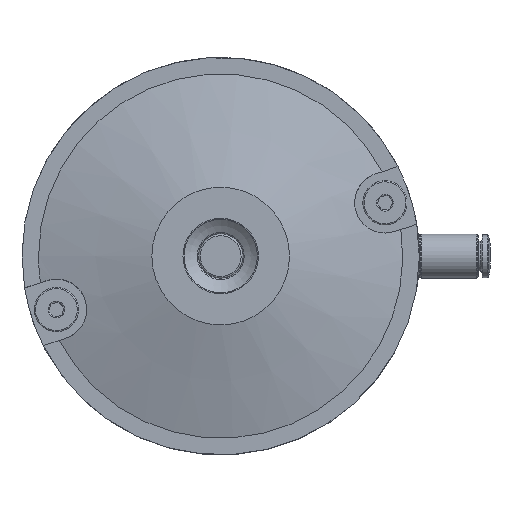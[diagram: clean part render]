
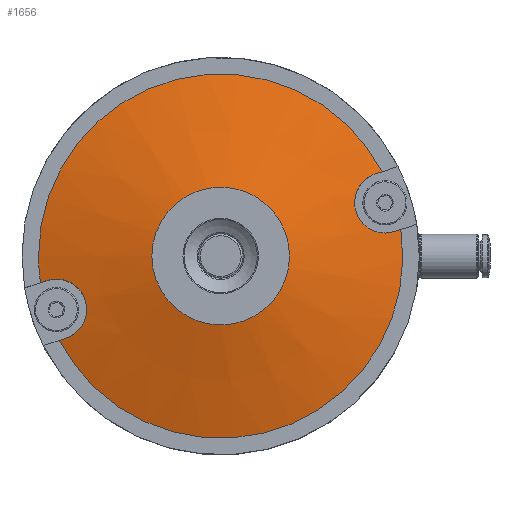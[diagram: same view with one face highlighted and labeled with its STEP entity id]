
A CAD part, top view. The second image highlights one B-rep face of the part: STEP entity #1656.
In plain terms, the highlighted conical face has half-angle 75 degrees and reference radius 33 mm.
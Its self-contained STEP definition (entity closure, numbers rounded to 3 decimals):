
#86=B_SPLINE_CURVE_WITH_KNOTS('',3,(#2306,#2307,#2308,#2309),
 .UNSPECIFIED.,.F.,.F.,(4,4),(0.,0.001),
 .UNSPECIFIED.);
#87=B_SPLINE_CURVE_WITH_KNOTS('',3,(#2311,#2312,#2313,#2314,#2315,#2316,
#2317,#2318,#2319),.UNSPECIFIED.,.F.,.F.,(4,1,1,1,1,1,4),(0.001,
0.006,0.008,0.01,0.012,
0.014,0.019),.UNSPECIFIED.);
#88=B_SPLINE_CURVE_WITH_KNOTS('',3,(#2321,#2322,#2323,#2324),
 .UNSPECIFIED.,.F.,.F.,(4,4),(0.,0.001),
 .UNSPECIFIED.);
#89=B_SPLINE_CURVE_WITH_KNOTS('',3,(#2328,#2329,#2330,#2331),
 .UNSPECIFIED.,.F.,.F.,(4,4),(0.,0.001),
 .UNSPECIFIED.);
#90=B_SPLINE_CURVE_WITH_KNOTS('',3,(#2333,#2334,#2335,#2336,#2337,#2338,
#2339,#2340,#2341),.UNSPECIFIED.,.F.,.F.,(4,1,1,1,1,1,4),(0.001,
0.006,0.008,0.01,0.012,
0.014,0.019),.UNSPECIFIED.);
#91=B_SPLINE_CURVE_WITH_KNOTS('',3,(#2343,#2344,#2345,#2346),
 .UNSPECIFIED.,.F.,.F.,(4,4),(0.,0.001),
 .UNSPECIFIED.);
#99=CONICAL_SURFACE('',#1768,33.,1.309);
#109=CIRCLE('',#1766,33.);
#111=CIRCLE('',#1769,12.474);
#112=CIRCLE('',#1770,33.);
#180=ORIENTED_EDGE('',*,*,#432,.T.);
#181=ORIENTED_EDGE('',*,*,#429,.F.);
#182=ORIENTED_EDGE('',*,*,#433,.T.);
#183=ORIENTED_EDGE('',*,*,#434,.F.);
#184=ORIENTED_EDGE('',*,*,#435,.T.);
#185=ORIENTED_EDGE('',*,*,#436,.F.);
#186=ORIENTED_EDGE('',*,*,#437,.T.);
#187=ORIENTED_EDGE('',*,*,#438,.F.);
#188=ORIENTED_EDGE('',*,*,#439,.T.);
#429=EDGE_CURVE('',#554,#556,#109,.T.);
#432=EDGE_CURVE('',#558,#558,#111,.T.);
#433=EDGE_CURVE('',#554,#559,#86,.T.);
#434=EDGE_CURVE('',#560,#559,#87,.T.);
#435=EDGE_CURVE('',#560,#561,#88,.T.);
#436=EDGE_CURVE('',#562,#561,#112,.T.);
#437=EDGE_CURVE('',#562,#563,#89,.T.);
#438=EDGE_CURVE('',#564,#563,#90,.T.);
#439=EDGE_CURVE('',#564,#556,#91,.T.);
#554=VERTEX_POINT('',#2296);
#556=VERTEX_POINT('',#2299);
#558=VERTEX_POINT('',#2305);
#559=VERTEX_POINT('',#2310);
#560=VERTEX_POINT('',#2320);
#561=VERTEX_POINT('',#2325);
#562=VERTEX_POINT('',#2327);
#563=VERTEX_POINT('',#2332);
#564=VERTEX_POINT('',#2342);
#751=EDGE_LOOP('',(#180));
#752=EDGE_LOOP('',(#181,#182,#183,#184,#185,#186,#187,#188));
#899=FACE_BOUND('',#751,.T.);
#900=FACE_BOUND('',#752,.T.);
#1656=ADVANCED_FACE('',(#899,#900),#99,.T.);
#1766=AXIS2_PLACEMENT_3D('',#2298,#1930,#1931);
#1768=AXIS2_PLACEMENT_3D('',#2303,#1935,#1936);
#1769=AXIS2_PLACEMENT_3D('',#2304,#1937,#1938);
#1770=AXIS2_PLACEMENT_3D('',#2326,#1939,#1940);
#1930=DIRECTION('',(0.,0.,-1.));
#1931=DIRECTION('',(1.,0.,0.));
#1935=DIRECTION('',(0.,0.,-1.));
#1936=DIRECTION('',(-1.,0.,0.));
#1937=DIRECTION('',(0.,0.,-1.));
#1938=DIRECTION('',(-1.,0.,0.));
#1939=DIRECTION('',(0.,0.,-1.));
#1940=DIRECTION('',(1.,0.,0.));
#2296=CARTESIAN_POINT('',(-32.645,-4.824,20.));
#2298=CARTESIAN_POINT('',(0.,0.,20.));
#2299=CARTESIAN_POINT('',(29.246,15.286,20.));
#2303=CARTESIAN_POINT('',(0.,0.,20.));
#2304=CARTESIAN_POINT('',(0.,0.,25.5));
#2305=CARTESIAN_POINT('',(-12.474,0.,25.5));
#2306=CARTESIAN_POINT('',(-32.645,-4.824,20.));
#2307=CARTESIAN_POINT('',(-32.253,-4.697,20.109));
#2308=CARTESIAN_POINT('',(-31.86,-4.569,20.218));
#2309=CARTESIAN_POINT('',(-31.468,-4.441,20.327));
#2310=CARTESIAN_POINT('',(-31.468,-4.441,20.327));
#2311=CARTESIAN_POINT('',(-28.068,-14.903,20.327));
#2312=CARTESIAN_POINT('',(-26.723,-14.466,20.7));
#2313=CARTESIAN_POINT('',(-24.974,-12.996,21.305));
#2314=CARTESIAN_POINT('',(-24.143,-10.163,21.83));
#2315=CARTESIAN_POINT('',(-24.394,-7.928,21.978));
#2316=CARTESIAN_POINT('',(-25.501,-5.973,21.831));
#2317=CARTESIAN_POINT('',(-27.842,-4.167,21.305));
#2318=CARTESIAN_POINT('',(-30.106,-3.999,20.705));
#2319=CARTESIAN_POINT('',(-31.468,-4.441,20.327));
#2320=CARTESIAN_POINT('',(-28.068,-14.903,20.327));
#2321=CARTESIAN_POINT('',(-28.068,-14.903,20.327));
#2322=CARTESIAN_POINT('',(-28.461,-15.031,20.218));
#2323=CARTESIAN_POINT('',(-28.854,-15.158,20.109));
#2324=CARTESIAN_POINT('',(-29.246,-15.286,20.));
#2325=CARTESIAN_POINT('',(-29.246,-15.286,20.));
#2326=CARTESIAN_POINT('',(0.,0.,20.));
#2327=CARTESIAN_POINT('',(32.645,4.824,20.));
#2328=CARTESIAN_POINT('',(32.645,4.824,20.));
#2329=CARTESIAN_POINT('',(32.253,4.697,20.109));
#2330=CARTESIAN_POINT('',(31.86,4.569,20.218));
#2331=CARTESIAN_POINT('',(31.468,4.441,20.327));
#2332=CARTESIAN_POINT('',(31.468,4.441,20.327));
#2333=CARTESIAN_POINT('',(28.068,14.903,20.327));
#2334=CARTESIAN_POINT('',(26.723,14.466,20.7));
#2335=CARTESIAN_POINT('',(24.974,12.996,21.305));
#2336=CARTESIAN_POINT('',(24.143,10.163,21.83));
#2337=CARTESIAN_POINT('',(24.394,7.928,21.978));
#2338=CARTESIAN_POINT('',(25.501,5.973,21.831));
#2339=CARTESIAN_POINT('',(27.842,4.167,21.305));
#2340=CARTESIAN_POINT('',(30.106,3.999,20.705));
#2341=CARTESIAN_POINT('',(31.468,4.441,20.327));
#2342=CARTESIAN_POINT('',(28.068,14.903,20.327));
#2343=CARTESIAN_POINT('',(28.068,14.903,20.327));
#2344=CARTESIAN_POINT('',(28.461,15.031,20.218));
#2345=CARTESIAN_POINT('',(28.854,15.158,20.109));
#2346=CARTESIAN_POINT('',(29.246,15.286,20.));
